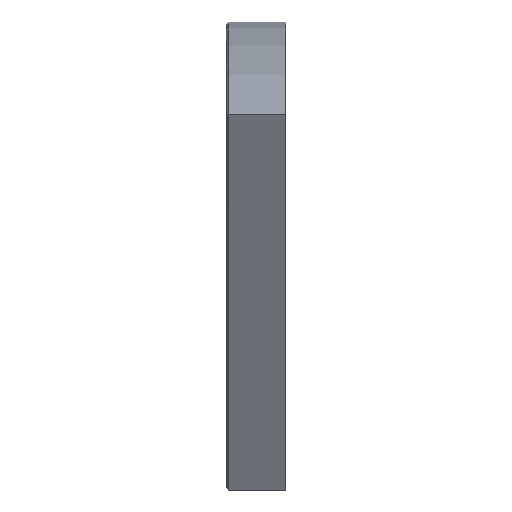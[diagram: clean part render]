
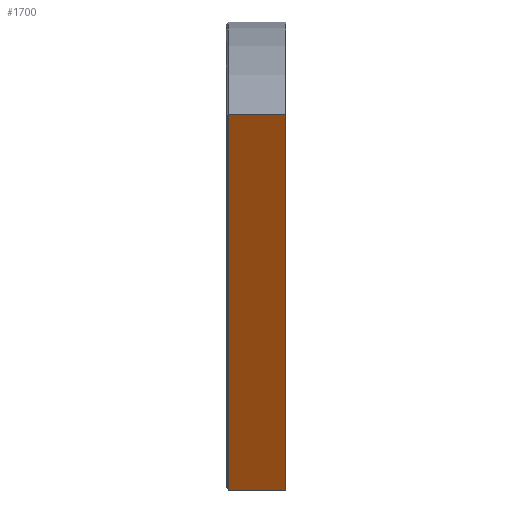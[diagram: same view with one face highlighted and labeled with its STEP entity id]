
A CAD part, left-side view. The second image highlights one B-rep face of the part: STEP entity #1700.
In plain terms, the highlighted planar face has unit normal (-0.866, 0, -0.5).
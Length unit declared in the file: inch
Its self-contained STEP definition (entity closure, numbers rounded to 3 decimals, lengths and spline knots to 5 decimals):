
#77=PLANE('',#1853);
#192=FACE_OUTER_BOUND('',#314,.T.);
#314=EDGE_LOOP('',(#1520,#1521,#1522,#1523));
#511=LINE('',#3727,#599);
#559=LINE('',#6198,#647);
#560=LINE('',#6200,#648);
#561=LINE('',#6201,#649);
#599=VECTOR('',#1992,0.3937);
#647=VECTOR('',#2196,0.3937);
#648=VECTOR('',#2199,0.3937);
#649=VECTOR('',#2200,0.3937);
#734=VERTEX_POINT('',#3724);
#735=VERTEX_POINT('',#3726);
#811=VERTEX_POINT('',#6187);
#812=VERTEX_POINT('',#6191);
#913=EDGE_CURVE('',#735,#734,#511,.T.);
#1054=EDGE_CURVE('',#811,#812,#559,.T.);
#1055=EDGE_CURVE('',#735,#811,#560,.T.);
#1056=EDGE_CURVE('',#734,#812,#561,.T.);
#1520=ORIENTED_EDGE('',*,*,#1054,.F.);
#1521=ORIENTED_EDGE('',*,*,#1055,.F.);
#1522=ORIENTED_EDGE('',*,*,#913,.T.);
#1523=ORIENTED_EDGE('',*,*,#1056,.T.);
#1700=ADVANCED_FACE('',(#192),#77,.T.);
#1853=AXIS2_PLACEMENT_3D('',#6199,#2197,#2198);
#1992=DIRECTION('',(-0.5,0.,0.866));
#2196=DIRECTION('',(-0.5,0.,0.866));
#2197=DIRECTION('center_axis',(-0.866,0.,-0.5));
#2198=DIRECTION('ref_axis',(-0.5,0.,0.866));
#2199=DIRECTION('',(0.,1.,0.));
#2200=DIRECTION('',(0.,1.,0.));
#3724=CARTESIAN_POINT('',(-3.02561,0.,5.24051));
#3726=CARTESIAN_POINT('',(-1.13652,0.,1.9685));
#3727=CARTESIAN_POINT('',(0.,0.,0.));
#6187=CARTESIAN_POINT('',(-1.13652,0.50218,1.9685));
#6191=CARTESIAN_POINT('',(-3.02561,0.50218,5.24051));
#6198=CARTESIAN_POINT('',(-1.43642,0.50218,2.48795));
#6199=CARTESIAN_POINT('Origin',(-1.13652,0.,1.9685));
#6200=CARTESIAN_POINT('',(-1.13652,0.,1.9685));
#6201=CARTESIAN_POINT('',(-3.02561,0.,5.24051));
